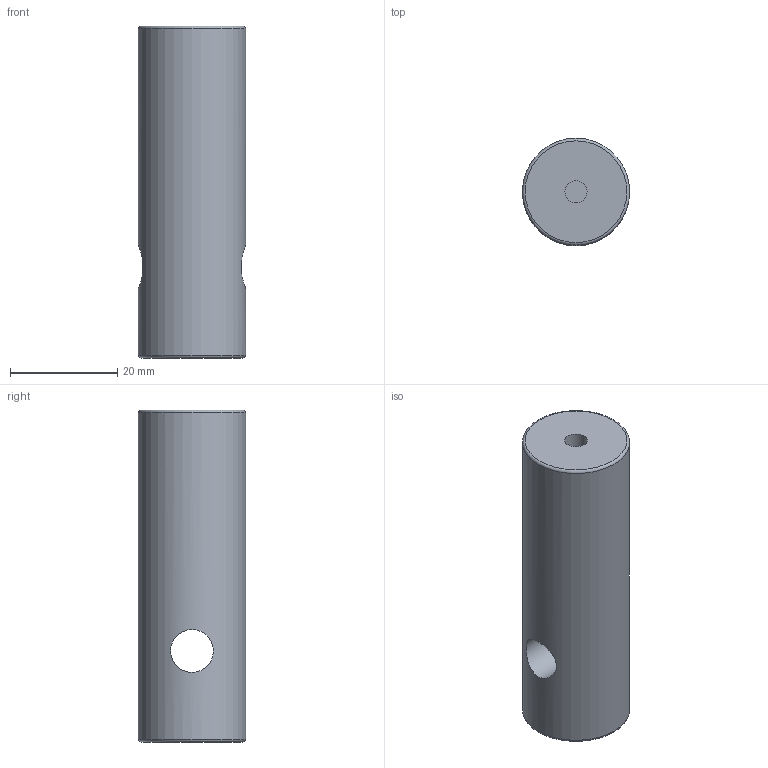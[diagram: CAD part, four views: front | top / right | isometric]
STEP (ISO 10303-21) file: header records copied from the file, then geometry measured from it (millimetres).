
FILE_DESCRIPTION((''),'2;1');
FILE_NAME('MSF-08.stp','2012-10-05T13:57:33',('hartung_david'),(''),'Autodesk Inventor 2012','Autodesk Inventor 2012','');
FILE_SCHEMA(('AUTOMOTIVE_DESIGN { 1 0 10303 214 1 1 1 1 }'));
Length unit declared in the file: millimetre
Products named in the file (1): MSF-08
Bounding box: 20 x 20 x 62 mm (x, y, z)
Volume: 18379.1 mm3; surface area: 4979.8 mm2
Topology: 1 solids, 1 shells, 8 faces, 16 edges, 10 vertices
Faces by surface type: cylinder 3, plane 3, torus 2
Full cylindrical faces by diameter (mm): 4.134 x1, 8 x1, 20 x1
Entity records: 254 total; most frequent: CARTESIAN_POINT 91, DIRECTION 30, ORIENTED_EDGE 16, EDGE_LOOP 16, AXIS2_PLACEMENT_3D 15, VERTEX_POINT 8, EDGE_CURVE 8, FACE_OUTER_BOUND 8
